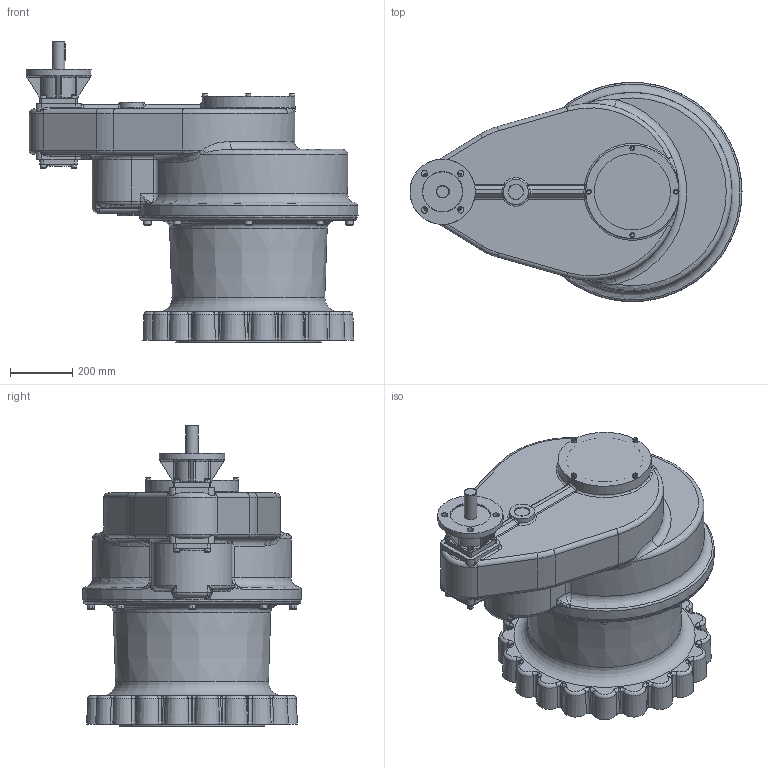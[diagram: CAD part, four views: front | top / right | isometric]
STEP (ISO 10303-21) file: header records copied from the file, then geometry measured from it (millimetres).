
FILE_DESCRIPTION( ( 'Unknown' ), '1' );
FILE_NAME( 'PUBIS21-6-F16-F60_simplified.stp', 'Unknown', ( 'Unknown' ), ( 'Unknown' ), 'PSStep 16.0.42', 'Unknown', ' ' );
FILE_SCHEMA( ( 'AUTOMOTIVE_DESIGN { 1 0 10303 214 1 1 1 1 }' ) );
Length unit declared in the file: millimetre
Products named in the file (1): 1
Bounding box: 1067.6 x 704.99 x 967.98 mm (x, y, z)
Volume: 95770059.2 mm3; surface area: 6208075.6 mm2
Topology: 1 solids, 54 shells, 2595 faces, 6783 edges, 4343 vertices
Faces by surface type: plane 1176, cylinder 744, bspline 270, torus 194, cone 162, sphere 30, extrusion 19
Full cylindrical faces by diameter (mm): 8.5 x4, 10 x4, 10.2 x8, 11.5 x4, 12 x8, 12.5 x4, 13 x4, 14 x8, 16 x12, 16.5 x8, 18 x8, 20.5 x4, 24 x8, 31.67 x40, 40 x1, 44.565 x1, 50 x6, 54.555 x1, 55 x1, 55.115 x1, 60 x3, 80 x2, 82 x1, 90 x3, 94 x1, 99.55 x1, 99.555 x1, 100 x1, 105 x6, 130 x1
Entity records: 153294 total; most frequent: CARTESIAN_POINT 74262, ORIENTED_EDGE 12352, DIRECTION 11555, EDGE_CURVE 6176, AXIS2_PLACEMENT_3D 4609, VERTEX_POINT 4168, EDGE_LOOP 3112, FACE_OUTER_BOUND 2835
